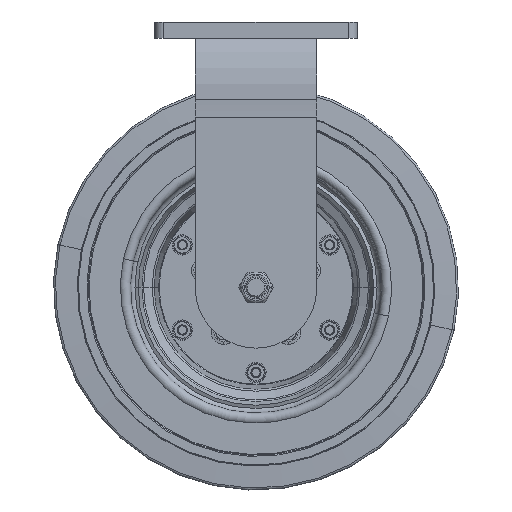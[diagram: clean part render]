
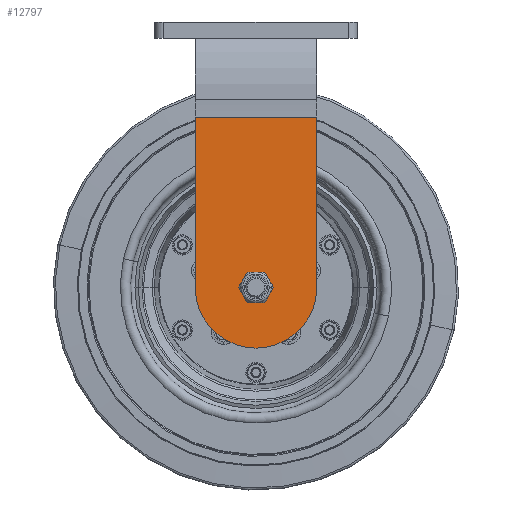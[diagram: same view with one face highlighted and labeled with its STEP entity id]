
A CAD part, top view. The second image highlights one B-rep face of the part: STEP entity #12797.
In plain terms, the highlighted planar face has unit normal (0, 0, 1).
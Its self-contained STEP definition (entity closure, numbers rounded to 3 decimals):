
#662 = CARTESIAN_POINT ( 'NONE',  ( 60., -93.928, 75. ) ) ;
#3122 = CARTESIAN_POINT ( 'NONE',  ( 60., -93.928, 75. ) ) ;
#4674 = EDGE_CURVE ( 'NONE', #16622, #24127, #36321, .T. ) ;
#4901 = DIRECTION ( 'NONE',  ( 0., 0., -1. ) ) ;
#6060 = FACE_OUTER_BOUND ( 'NONE', #7983, .T. ) ;
#6221 = CIRCLE ( 'NONE', #28654, 60. ) ;
#6259 = DIRECTION ( 'NONE',  ( 0., -1., 0. ) ) ;
#6397 = DIRECTION ( 'NONE',  ( 0., 0., -1. ) ) ;
#6462 = PLANE ( 'NONE',  #10200 ) ;
#6686 = CIRCLE ( 'NONE', #30689, 10. ) ;
#6775 = CARTESIAN_POINT ( 'NONE',  ( -60., -262., 75. ) ) ;
#7983 = EDGE_LOOP ( 'NONE', ( #16903, #39716, #15586, #38923, #38672 ) ) ;
#8228 = DIRECTION ( 'NONE',  ( 0., -1., 0. ) ) ;
#9330 = EDGE_CURVE ( 'NONE', #10600, #42198, #20232, .T. ) ;
#9493 = CARTESIAN_POINT ( 'NONE',  ( -60., -93.928, 75. ) ) ;
#10200 = AXIS2_PLACEMENT_3D ( 'NONE', #39792, #10352, #26600 ) ;
#10352 = DIRECTION ( 'NONE',  ( 0., 0., -1. ) ) ;
#10600 = VERTEX_POINT ( 'NONE', #3122 ) ;
#11360 = EDGE_CURVE ( 'NONE', #36414, #28357, #6686, .T. ) ;
#11391 = VECTOR ( 'NONE', #6259, 1000. ) ;
#12124 = DIRECTION ( 'NONE',  ( 0., -1., 0. ) ) ;
#12797 = ADVANCED_FACE ( 'NONE', ( #19049, #6060 ), #6462, .F. ) ;
#13674 = DIRECTION ( 'NONE',  ( -1., 0., 0. ) ) ;
#14407 = EDGE_LOOP ( 'NONE', ( #38382, #22114 ) ) ;
#14471 = AXIS2_PLACEMENT_3D ( 'NONE', #18192, #34410, #41398 ) ;
#14975 = CARTESIAN_POINT ( 'NONE',  ( 0., -272., 75. ) ) ;
#15565 = VECTOR ( 'NONE', #12124, 1000. ) ;
#15586 = ORIENTED_EDGE ( 'NONE', *, *, #18504, .F. ) ;
#15827 = CARTESIAN_POINT ( 'NONE',  ( 60., -590.832, 75. ) ) ;
#16566 = EDGE_CURVE ( 'NONE', #28357, #36414, #21413, .T. ) ;
#16622 = VERTEX_POINT ( 'NONE', #9493 ) ;
#16903 = ORIENTED_EDGE ( 'NONE', *, *, #4674, .T. ) ;
#18192 = CARTESIAN_POINT ( 'NONE',  ( 0., -262., 75. ) ) ;
#18358 = CARTESIAN_POINT ( 'NONE',  ( 0., -262., 75. ) ) ;
#18504 = EDGE_CURVE ( 'NONE', #42198, #27604, #6221, .T. ) ;
#19049 = FACE_BOUND ( 'NONE', #14407, .T. ) ;
#20232 = LINE ( 'NONE', #15827, #11391 ) ;
#20683 = CARTESIAN_POINT ( 'NONE',  ( 0., -322., 75. ) ) ;
#21413 = CIRCLE ( 'NONE', #14471, 10. ) ;
#21819 = LINE ( 'NONE', #662, #34224 ) ;
#22114 = ORIENTED_EDGE ( 'NONE', *, *, #11360, .F. ) ;
#24127 = VERTEX_POINT ( 'NONE', #6775 ) ;
#25309 = CARTESIAN_POINT ( 'NONE',  ( 0., -262., 75. ) ) ;
#26174 = AXIS2_PLACEMENT_3D ( 'NONE', #18358, #4901, #8228 ) ;
#26600 = DIRECTION ( 'NONE',  ( 0., 1., 0. ) ) ;
#27604 = VERTEX_POINT ( 'NONE', #20683 ) ;
#28357 = VERTEX_POINT ( 'NONE', #14975 ) ;
#28654 = AXIS2_PLACEMENT_3D ( 'NONE', #29537, #6397, #39145 ) ;
#28768 = CARTESIAN_POINT ( 'NONE',  ( -60., -590.832, 75. ) ) ;
#29537 = CARTESIAN_POINT ( 'NONE',  ( 0., -262., 75. ) ) ;
#30689 = AXIS2_PLACEMENT_3D ( 'NONE', #25309, #31667, #31953 ) ;
#31667 = DIRECTION ( 'NONE',  ( 0., 0., 1. ) ) ;
#31953 = DIRECTION ( 'NONE',  ( 0., -1., 0. ) ) ;
#34224 = VECTOR ( 'NONE', #13674, 1000. ) ;
#34410 = DIRECTION ( 'NONE',  ( 0., 0., 1. ) ) ;
#36321 = LINE ( 'NONE', #28768, #15565 ) ;
#36414 = VERTEX_POINT ( 'NONE', #37644 ) ;
#37644 = CARTESIAN_POINT ( 'NONE',  ( 0., -252., 75. ) ) ;
#38382 = ORIENTED_EDGE ( 'NONE', *, *, #16566, .F. ) ;
#38672 = ORIENTED_EDGE ( 'NONE', *, *, #40986, .T. ) ;
#38923 = ORIENTED_EDGE ( 'NONE', *, *, #9330, .F. ) ;
#39145 = DIRECTION ( 'NONE',  ( 0., -1., 0. ) ) ;
#39716 = ORIENTED_EDGE ( 'NONE', *, *, #43028, .F. ) ;
#39785 = CARTESIAN_POINT ( 'NONE',  ( 60., -262., 75. ) ) ;
#39792 = CARTESIAN_POINT ( 'NONE',  ( 60., -590.832, 75. ) ) ;
#40986 = EDGE_CURVE ( 'NONE', #10600, #16622, #21819, .T. ) ;
#41398 = DIRECTION ( 'NONE',  ( 0., -1., 0. ) ) ;
#41509 = CIRCLE ( 'NONE', #26174, 60. ) ;
#42198 = VERTEX_POINT ( 'NONE', #39785 ) ;
#43028 = EDGE_CURVE ( 'NONE', #27604, #24127, #41509, .T. ) ;
